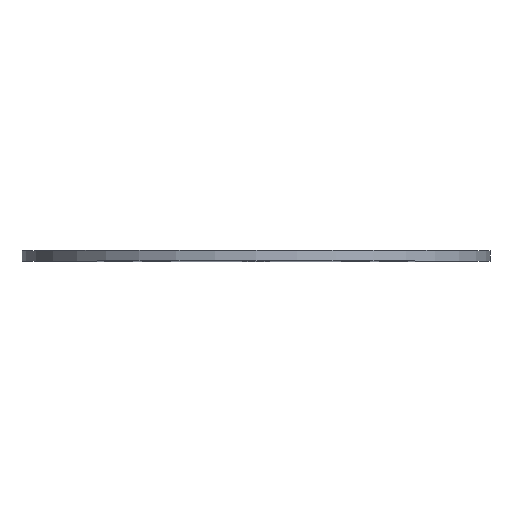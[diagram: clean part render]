
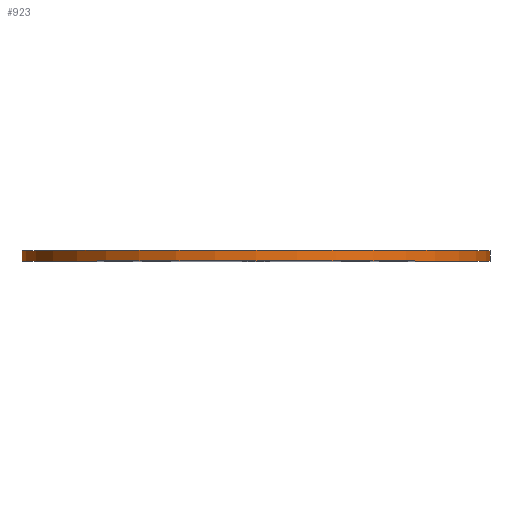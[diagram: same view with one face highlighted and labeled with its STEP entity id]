
A CAD part, top view. The second image highlights one B-rep face of the part: STEP entity #923.
In plain terms, the highlighted cylindrical face has radius 132.5 mm (diameter 265 mm), a full revolution.
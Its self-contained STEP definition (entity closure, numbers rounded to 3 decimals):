
#119=FACE_OUTER_BOUND('',#162,.T.);
#162=EDGE_LOOP('',(#792,#793,#794,#795));
#303=LINE('',#1447,#416);
#416=VECTOR('',#1195,132.5);
#425=CIRCLE('',#977,132.5);
#426=CIRCLE('',#978,132.5);
#507=VERTEX_POINT('',#1444);
#508=VERTEX_POINT('',#1446);
#629=EDGE_CURVE('',#507,#507,#425,.T.);
#630=EDGE_CURVE('',#507,#508,#303,.T.);
#631=EDGE_CURVE('',#508,#508,#426,.T.);
#792=ORIENTED_EDGE('',*,*,#629,.F.);
#793=ORIENTED_EDGE('',*,*,#630,.T.);
#794=ORIENTED_EDGE('',*,*,#631,.T.);
#795=ORIENTED_EDGE('',*,*,#630,.F.);
#882=CYLINDRICAL_SURFACE('',#976,132.5);
#923=ADVANCED_FACE('',(#119),#882,.T.);
#976=AXIS2_PLACEMENT_3D('',#1443,#1191,#1192);
#977=AXIS2_PLACEMENT_3D('',#1445,#1193,#1194);
#978=AXIS2_PLACEMENT_3D('',#1448,#1196,#1197);
#1191=DIRECTION('center_axis',(0.,1.,0.));
#1192=DIRECTION('ref_axis',(-1.,0.,0.));
#1193=DIRECTION('center_axis',(0.,1.,0.));
#1194=DIRECTION('ref_axis',(-1.,0.,0.));
#1195=DIRECTION('',(0.,-1.,0.));
#1196=DIRECTION('center_axis',(0.,1.,0.));
#1197=DIRECTION('ref_axis',(-1.,0.,0.));
#1443=CARTESIAN_POINT('Origin',(0.,6.,0.));
#1444=CARTESIAN_POINT('',(132.5,12.,0.));
#1445=CARTESIAN_POINT('Origin',(0.,12.,0.));
#1446=CARTESIAN_POINT('',(132.5,6.,0.));
#1447=CARTESIAN_POINT('',(132.5,6.,0.));
#1448=CARTESIAN_POINT('Origin',(0.,6.,0.));
